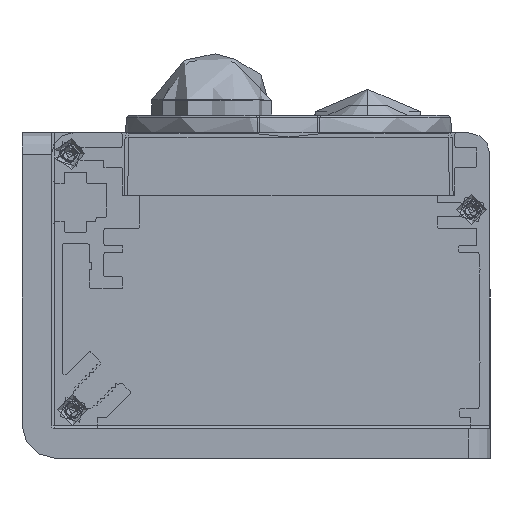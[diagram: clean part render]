
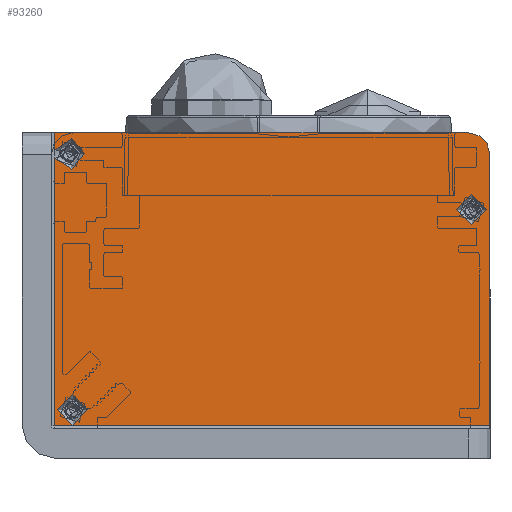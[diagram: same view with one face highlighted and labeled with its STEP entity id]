
A CAD part, front view. The second image highlights one B-rep face of the part: STEP entity #93260.
In plain terms, the highlighted face is planar.
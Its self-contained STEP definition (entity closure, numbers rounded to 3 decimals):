
#3853=FACE_BOUND('',#13974,.T.);
#3854=FACE_BOUND('',#13975,.T.);
#6055=CIRCLE('',#99436,2.075);
#6056=CIRCLE('',#99438,2.075);
#6057=CIRCLE('',#99439,3.);
#6058=CIRCLE('',#99440,2.075);
#8853=FACE_OUTER_BOUND('',#13973,.T.);
#13973=EDGE_LOOP('',(#73025,#73026,#73027,#73028,#73029,#73030,#73031));
#13974=EDGE_LOOP('',(#73032));
#13975=EDGE_LOOP('',(#73033));
#21593=LINE('',#154530,#32141);
#21594=LINE('',#154532,#32142);
#21595=LINE('',#154534,#32143);
#21596=LINE('',#154538,#32144);
#21597=LINE('',#154539,#32145);
#32141=VECTOR('',#113817,36.547);
#32142=VECTOR('',#113818,59.5);
#32143=VECTOR('',#113819,37.);
#32144=VECTOR('',#113822,56.5);
#32145=VECTOR('',#113823,2.347);
#42302=VERTEX_POINT('',#154523);
#42303=VERTEX_POINT('',#154526);
#42304=VERTEX_POINT('',#154527);
#42305=VERTEX_POINT('',#154529);
#42306=VERTEX_POINT('',#154531);
#42307=VERTEX_POINT('',#154533);
#42308=VERTEX_POINT('',#154535);
#42309=VERTEX_POINT('',#154537);
#42310=VERTEX_POINT('',#154540);
#53315=EDGE_CURVE('',#42302,#42302,#6055,.T.);
#53316=EDGE_CURVE('',#42303,#42304,#6056,.T.);
#53317=EDGE_CURVE('',#42303,#42305,#21593,.T.);
#53318=EDGE_CURVE('',#42305,#42306,#21594,.T.);
#53319=EDGE_CURVE('',#42306,#42307,#21595,.T.);
#53320=EDGE_CURVE('',#42308,#42307,#6057,.T.);
#53321=EDGE_CURVE('',#42308,#42309,#21596,.T.);
#53322=EDGE_CURVE('',#42309,#42304,#21597,.T.);
#53323=EDGE_CURVE('',#42310,#42310,#6058,.T.);
#73025=ORIENTED_EDGE('',*,*,#53316,.F.);
#73026=ORIENTED_EDGE('',*,*,#53317,.T.);
#73027=ORIENTED_EDGE('',*,*,#53318,.T.);
#73028=ORIENTED_EDGE('',*,*,#53319,.T.);
#73029=ORIENTED_EDGE('',*,*,#53320,.F.);
#73030=ORIENTED_EDGE('',*,*,#53321,.T.);
#73031=ORIENTED_EDGE('',*,*,#53322,.T.);
#73032=ORIENTED_EDGE('',*,*,#53323,.F.);
#73033=ORIENTED_EDGE('',*,*,#53315,.F.);
#88799=PLANE('',#99437);
#93260=ADVANCED_FACE('',(#8853,#3853,#3854),#88799,.F.);
#99436=AXIS2_PLACEMENT_3D('',#154524,#113811,#113812);
#99437=AXIS2_PLACEMENT_3D('',#154525,#113813,#113814);
#99438=AXIS2_PLACEMENT_3D('',#154528,#113815,#113816);
#99439=AXIS2_PLACEMENT_3D('',#154536,#113820,#113821);
#99440=AXIS2_PLACEMENT_3D('',#154541,#113824,#113825);
#113811=DIRECTION('center_axis',(0.,0.,-1.));
#113812=DIRECTION('ref_axis',(1.,0.,0.));
#113813=DIRECTION('center_axis',(0.,0.,1.));
#113814=DIRECTION('ref_axis',(1.,0.,0.));
#113815=DIRECTION('center_axis',(0.,0.,-1.));
#113816=DIRECTION('ref_axis',(1.,0.,0.));
#113817=DIRECTION('',(0.,-1.,0.));
#113818=DIRECTION('',(-1.,0.,0.));
#113819=DIRECTION('',(0.,1.,0.));
#113820=DIRECTION('center_axis',(0.,0.,1.));
#113821=DIRECTION('ref_axis',(-0.707,0.707,0.));
#113822=DIRECTION('',(1.,0.,0.));
#113823=DIRECTION('',(0.,-1.,0.));
#113824=DIRECTION('center_axis',(0.,0.,-1.));
#113825=DIRECTION('ref_axis',(1.,0.,0.));
#154523=CARTESIAN_POINT('',(-29.325,31.5,0.));
#154524=CARTESIAN_POINT('Origin',(-27.25,31.5,0.));
#154525=CARTESIAN_POINT('Origin',(0.,21.,0.));
#154526=CARTESIAN_POINT('',(29.75,38.547,0.));
#154527=CARTESIAN_POINT('',(29.75,39.653,0.));
#154528=CARTESIAN_POINT('Origin',(27.75,39.1,0.));
#154529=CARTESIAN_POINT('',(29.75,2.,0.));
#154530=CARTESIAN_POINT('',(29.75,42.,0.));
#154531=CARTESIAN_POINT('',(-29.75,2.,0.));
#154532=CARTESIAN_POINT('',(14.875,2.,0.));
#154533=CARTESIAN_POINT('',(-29.75,39.,0.));
#154534=CARTESIAN_POINT('',(-29.75,0.,0.));
#154535=CARTESIAN_POINT('',(-26.75,42.,0.));
#154536=CARTESIAN_POINT('Origin',(-26.75,39.,0.));
#154537=CARTESIAN_POINT('',(29.75,42.,0.));
#154538=CARTESIAN_POINT('',(-29.75,42.,0.));
#154539=CARTESIAN_POINT('',(29.75,42.,0.));
#154540=CARTESIAN_POINT('',(25.265,4.1,0.));
#154541=CARTESIAN_POINT('Origin',(27.34,4.1,0.));
